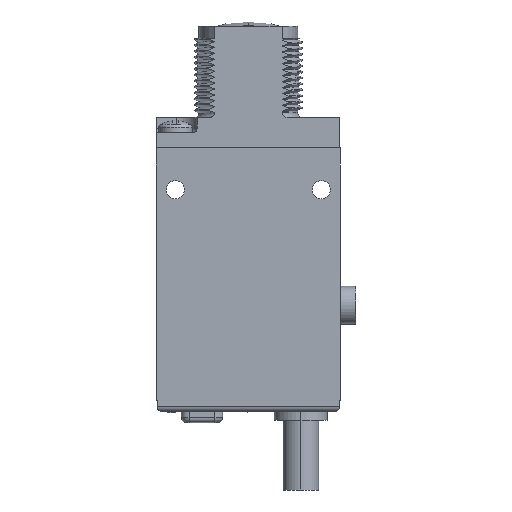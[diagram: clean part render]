
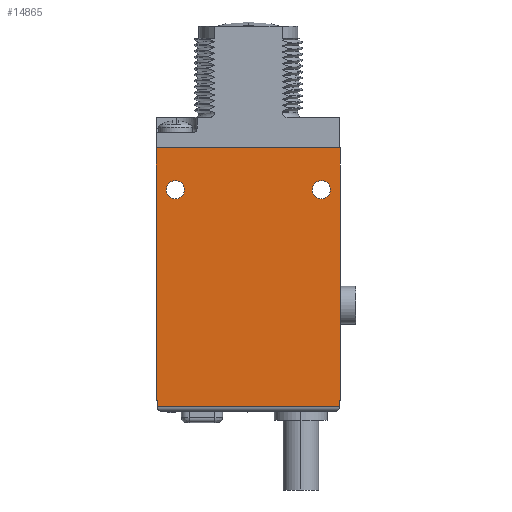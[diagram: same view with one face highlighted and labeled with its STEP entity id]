
A CAD part, left-side view. The second image highlights one B-rep face of the part: STEP entity #14865.
In plain terms, the highlighted planar face has unit normal (-1, 0, 0).
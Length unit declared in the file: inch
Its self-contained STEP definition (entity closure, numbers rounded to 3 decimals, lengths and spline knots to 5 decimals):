
#2760=DIRECTION('',(0.,-1.,0.));
#2761=VECTOR('',#2760,0.003);
#2762=CARTESIAN_POINT('',(-0.236,-0.602,0.));
#2763=LINE('',#2762,#2761);
#2764=DIRECTION('',(0.,0.,-1.));
#2765=VECTOR('',#2764,1.66);
#2766=CARTESIAN_POINT('',(-0.236,-0.605,0.));
#2767=LINE('',#2766,#2765);
#2768=DIRECTION('',(0.,1.,0.));
#2769=VECTOR('',#2768,0.005);
#2770=CARTESIAN_POINT('',(-0.236,-0.605,-1.66));
#2771=LINE('',#2770,#2769);
#2772=DIRECTION('',(0.,0.,1.));
#2773=VECTOR('',#2772,0.04);
#2774=CARTESIAN_POINT('',(-0.236,0.6,-1.7));
#2775=LINE('',#2774,#2773);
#2776=DIRECTION('',(0.,1.,0.));
#2777=VECTOR('',#2776,0.005);
#2778=CARTESIAN_POINT('',(-0.236,0.6,-1.66));
#2779=LINE('',#2778,#2777);
#2780=DIRECTION('',(0.,0.,1.));
#2781=VECTOR('',#2780,1.66);
#2782=CARTESIAN_POINT('',(-0.236,0.605,-1.66));
#2783=LINE('',#2782,#2781);
#2784=DIRECTION('',(0.,-1.,0.));
#2785=VECTOR('',#2784,0.003);
#2786=CARTESIAN_POINT('',(-0.236,0.605,0.));
#2787=LINE('',#2786,#2785);
#2788=DIRECTION('',(0.,1.,0.));
#2789=VECTOR('',#2788,1.204);
#2790=CARTESIAN_POINT('',(-0.236,-0.602,0.));
#2791=LINE('',#2790,#2789);
#2792=CARTESIAN_POINT('',(-0.236,0.48,-0.275));
#2793=DIRECTION('',(1.,0.,0.));
#2794=DIRECTION('',(0.,0.,-1.));
#2795=AXIS2_PLACEMENT_3D('',#2792,#2793,#2794);
#2797=CARTESIAN_POINT('',(-0.236,0.48,-0.275));
#2798=DIRECTION('',(1.,0.,0.));
#2799=DIRECTION('',(0.,0.,1.));
#2800=AXIS2_PLACEMENT_3D('',#2797,#2798,#2799);
#2802=CARTESIAN_POINT('',(-0.236,-0.48,-0.275));
#2803=DIRECTION('',(1.,0.,0.));
#2804=DIRECTION('',(0.,0.,-1.));
#2805=AXIS2_PLACEMENT_3D('',#2802,#2803,#2804);
#2807=CARTESIAN_POINT('',(-0.236,-0.48,-0.275));
#2808=DIRECTION('',(1.,0.,0.));
#2809=DIRECTION('',(0.,0.,1.));
#2810=AXIS2_PLACEMENT_3D('',#2807,#2808,#2809);
#2834=DIRECTION('',(0.,0.,1.));
#2835=VECTOR('',#2834,0.04);
#2836=CARTESIAN_POINT('',(-0.236,-0.6,-1.7));
#2837=LINE('',#2836,#2835);
#3254=DIRECTION('',(0.,1.,0.));
#3255=VECTOR('',#3254,1.2);
#3256=CARTESIAN_POINT('',(-0.236,-0.6,-1.7));
#3257=LINE('',#3256,#3255);
#9874=CARTESIAN_POINT('',(-0.236,-0.605,0.));
#9875=CARTESIAN_POINT('',(-0.236,-0.605,-1.66));
#9876=VERTEX_POINT('',#9874);
#9877=VERTEX_POINT('',#9875);
#9878=CARTESIAN_POINT('',(-0.236,0.605,-1.66));
#9879=CARTESIAN_POINT('',(-0.236,0.605,0.));
#9880=VERTEX_POINT('',#9878);
#9881=VERTEX_POINT('',#9879);
#9898=CARTESIAN_POINT('',(-0.236,0.48,-0.335));
#9899=CARTESIAN_POINT('',(-0.236,0.48,-0.215));
#9900=VERTEX_POINT('',#9898);
#9901=VERTEX_POINT('',#9899);
#9902=CARTESIAN_POINT('',(-0.236,-0.48,-0.335));
#9903=CARTESIAN_POINT('',(-0.236,-0.48,-0.215));
#9904=VERTEX_POINT('',#9902);
#9905=VERTEX_POINT('',#9903);
#10498=CARTESIAN_POINT('',(-0.236,-0.6,-1.7));
#10499=CARTESIAN_POINT('',(-0.236,0.6,-1.7));
#10500=VERTEX_POINT('',#10498);
#10501=VERTEX_POINT('',#10499);
#10824=CARTESIAN_POINT('',(-0.236,-0.6,-1.66));
#10826=VERTEX_POINT('',#10824);
#10828=CARTESIAN_POINT('',(-0.236,0.6,-1.66));
#10830=VERTEX_POINT('',#10828);
#11440=CARTESIAN_POINT('',(-0.236,-0.602,0.));
#11441=CARTESIAN_POINT('',(-0.236,0.602,0.));
#11442=VERTEX_POINT('',#11440);
#11443=VERTEX_POINT('',#11441);
#14829=CARTESIAN_POINT('',(-0.236,-0.605,0.));
#14830=DIRECTION('',(1.,0.,0.));
#14831=DIRECTION('',(0.,0.,-1.));
#14832=AXIS2_PLACEMENT_3D('',#14829,#14830,#14831);
#14833=PLANE('',#14832);
#14834=ORIENTED_EDGE('',*,*,#12155,.T.);
#14836=ORIENTED_EDGE('',*,*,#14835,.T.);
#14838=ORIENTED_EDGE('',*,*,#14837,.T.);
#14840=ORIENTED_EDGE('',*,*,#14839,.F.);
#14842=ORIENTED_EDGE('',*,*,#14841,.T.);
#14844=ORIENTED_EDGE('',*,*,#14843,.T.);
#14846=ORIENTED_EDGE('',*,*,#14845,.T.);
#14848=ORIENTED_EDGE('',*,*,#14847,.T.);
#14849=ORIENTED_EDGE('',*,*,#12206,.T.);
#14850=ORIENTED_EDGE('',*,*,#14821,.F.);
#14851=EDGE_LOOP('',(#14834,#14836,#14838,#14840,#14842,#14844,#14846,#14848,
#14849,#14850));
#14852=FACE_OUTER_BOUND('',#14851,.F.);
#14854=ORIENTED_EDGE('',*,*,#14853,.F.);
#14856=ORIENTED_EDGE('',*,*,#14855,.F.);
#14857=EDGE_LOOP('',(#14854,#14856));
#14858=FACE_BOUND('',#14857,.F.);
#14860=ORIENTED_EDGE('',*,*,#14859,.F.);
#14862=ORIENTED_EDGE('',*,*,#14861,.F.);
#14863=EDGE_LOOP('',(#14860,#14862));
#14864=FACE_BOUND('',#14863,.F.);
#14865=ADVANCED_FACE('',(#14852,#14858,#14864),#14833,.F.);
#2796=CIRCLE('',#2795,0.06);
#2801=CIRCLE('',#2800,0.06);
#2806=CIRCLE('',#2805,0.06);
#2811=CIRCLE('',#2810,0.06);
#12155=EDGE_CURVE('',#11442,#9876,#2763,.T.);
#12206=EDGE_CURVE('',#9881,#11443,#2787,.T.);
#14821=EDGE_CURVE('',#11442,#11443,#2791,.T.);
#14835=EDGE_CURVE('',#9876,#9877,#2767,.T.);
#14837=EDGE_CURVE('',#9877,#10826,#2771,.T.);
#14839=EDGE_CURVE('',#10500,#10826,#2837,.T.);
#14841=EDGE_CURVE('',#10500,#10501,#3257,.T.);
#14843=EDGE_CURVE('',#10501,#10830,#2775,.T.);
#14845=EDGE_CURVE('',#10830,#9880,#2779,.T.);
#14847=EDGE_CURVE('',#9880,#9881,#2783,.T.);
#14853=EDGE_CURVE('',#9900,#9901,#2796,.T.);
#14855=EDGE_CURVE('',#9901,#9900,#2801,.T.);
#14859=EDGE_CURVE('',#9904,#9905,#2806,.T.);
#14861=EDGE_CURVE('',#9905,#9904,#2811,.T.);
